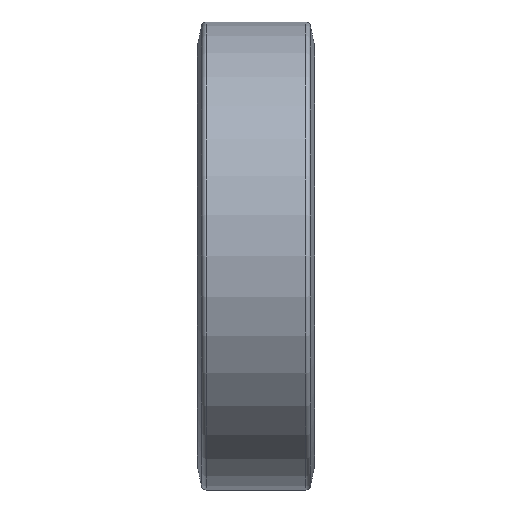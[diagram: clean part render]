
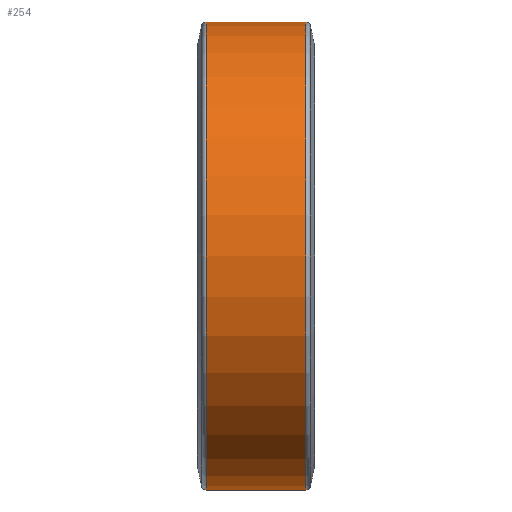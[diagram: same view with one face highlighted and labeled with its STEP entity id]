
A CAD part, front view. The second image highlights one B-rep face of the part: STEP entity #254.
In plain terms, the highlighted cylindrical face has radius 150 mm (diameter 300 mm), a partial arc.
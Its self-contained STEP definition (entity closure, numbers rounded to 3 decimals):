
#8 = ORIENTED_EDGE ( 'NONE', *, *, #257, .F. ) ;
#32 = LINE ( 'NONE', #246, #251 ) ;
#41 = VERTEX_POINT ( 'NONE', #48 ) ;
#48 = CARTESIAN_POINT ( 'NONE',  ( 31.882, 0., -150. ) ) ;
#61 = AXIS2_PLACEMENT_3D ( 'NONE', #513, #390, #654 ) ;
#90 = EDGE_CURVE ( 'NONE', #483, #308, #149, .T. ) ;
#130 = AXIS2_PLACEMENT_3D ( 'NONE', #593, #650, #433 ) ;
#141 = DIRECTION ( 'NONE',  ( -1., 0., 0. ) ) ;
#149 = LINE ( 'NONE', #686, #289 ) ;
#164 = ORIENTED_EDGE ( 'NONE', *, *, #90, .T. ) ;
#196 = CARTESIAN_POINT ( 'NONE',  ( -48.231, 0., 0. ) ) ;
#206 = DIRECTION ( 'NONE',  ( 0., 0., 1. ) ) ;
#246 = CARTESIAN_POINT ( 'NONE',  ( -48.231, 0., -150. ) ) ;
#251 = VECTOR ( 'NONE', #675, 1000. ) ;
#254 = ADVANCED_FACE ( 'NONE', ( #677 ), #636, .T. ) ;
#257 = EDGE_CURVE ( 'NONE', #41, #383, #32, .T. ) ;
#266 = CIRCLE ( 'NONE', #61, 150. ) ;
#267 = EDGE_LOOP ( 'NONE', ( #8, #509, #164, #682 ) ) ;
#283 = CARTESIAN_POINT ( 'NONE',  ( -31.882, 0., -150. ) ) ;
#289 = VECTOR ( 'NONE', #537, 1000. ) ;
#308 = VERTEX_POINT ( 'NONE', #639 ) ;
#375 = EDGE_CURVE ( 'NONE', #41, #483, #619, .T. ) ;
#383 = VERTEX_POINT ( 'NONE', #283 ) ;
#390 = DIRECTION ( 'NONE',  ( 1., 0., 0. ) ) ;
#433 = DIRECTION ( 'NONE',  ( 0., 0., -1. ) ) ;
#483 = VERTEX_POINT ( 'NONE', #498 ) ;
#498 = CARTESIAN_POINT ( 'NONE',  ( 31.882, 0., 150. ) ) ;
#499 = EDGE_CURVE ( 'NONE', #308, #383, #266, .T. ) ;
#509 = ORIENTED_EDGE ( 'NONE', *, *, #375, .T. ) ;
#513 = CARTESIAN_POINT ( 'NONE',  ( -31.882, 0., 0. ) ) ;
#537 = DIRECTION ( 'NONE',  ( -1., 0., 0. ) ) ;
#555 = AXIS2_PLACEMENT_3D ( 'NONE', #196, #141, #206 ) ;
#593 = CARTESIAN_POINT ( 'NONE',  ( 31.882, 0., 0. ) ) ;
#619 = CIRCLE ( 'NONE', #130, 150. ) ;
#636 = CYLINDRICAL_SURFACE ( 'NONE', #555, 150. ) ;
#639 = CARTESIAN_POINT ( 'NONE',  ( -31.882, 0., 150. ) ) ;
#650 = DIRECTION ( 'NONE',  ( -1., 0., 0. ) ) ;
#654 = DIRECTION ( 'NONE',  ( 0., 0., -1. ) ) ;
#675 = DIRECTION ( 'NONE',  ( -1., 0., 0. ) ) ;
#677 = FACE_OUTER_BOUND ( 'NONE', #267, .T. ) ;
#682 = ORIENTED_EDGE ( 'NONE', *, *, #499, .T. ) ;
#686 = CARTESIAN_POINT ( 'NONE',  ( -48.231, 0., 150. ) ) ;
